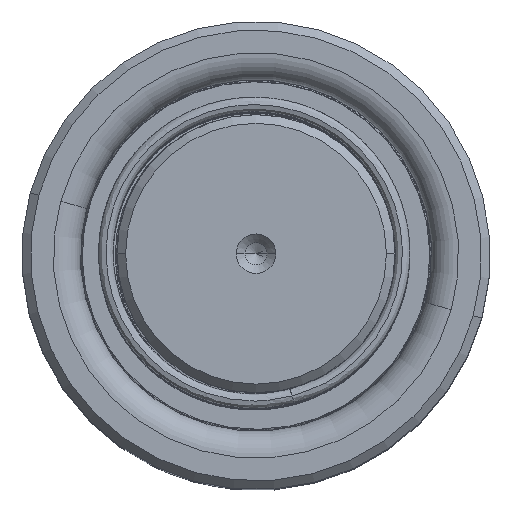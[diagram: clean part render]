
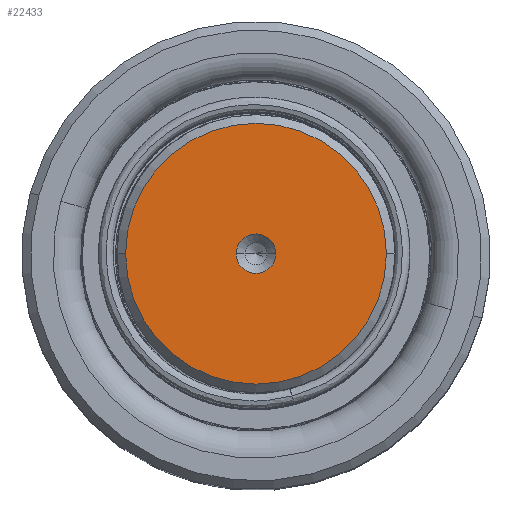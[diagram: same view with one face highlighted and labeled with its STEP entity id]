
A CAD part, top view. The second image highlights one B-rep face of the part: STEP entity #22433.
In plain terms, the highlighted planar face has unit normal (0, 0, 1).
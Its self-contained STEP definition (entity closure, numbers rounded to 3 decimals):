
#80 = DIRECTION ( 'NONE',  ( 0., 0., 1. ) ) ;
#1727 = CARTESIAN_POINT ( 'NONE',  ( 0., 0., 220. ) ) ;
#3199 = FACE_OUTER_BOUND ( 'NONE', #33518, .T. ) ;
#4554 = AXIS2_PLACEMENT_3D ( 'NONE', #1727, #31307, #5664 ) ;
#5664 = DIRECTION ( 'NONE',  ( 1., 0., 0. ) ) ;
#10417 = DIRECTION ( 'NONE',  ( 1., 0., 0. ) ) ;
#13015 = CARTESIAN_POINT ( 'NONE',  ( 0., 0., 220. ) ) ;
#13021 = CARTESIAN_POINT ( 'NONE',  ( -2.7, 0., 220. ) ) ;
#13345 = EDGE_LOOP ( 'NONE', ( #40690, #27195 ) ) ;
#14981 = AXIS2_PLACEMENT_3D ( 'NONE', #53171, #27663, #10417 ) ;
#15636 = EDGE_CURVE ( 'NONE', #53131, #50102, #40954, .T. ) ;
#15946 = FACE_BOUND ( 'NONE', #13345, .T. ) ;
#18818 = DIRECTION ( 'NONE',  ( 0., 0., 1. ) ) ;
#21216 = CARTESIAN_POINT ( 'NONE',  ( 0., 0., 220. ) ) ;
#22021 = EDGE_CURVE ( 'NONE', #29887, #23086, #46110, .T. ) ;
#22433 = ADVANCED_FACE ( 'NONE', ( #15946, #3199 ), #23147, .T. ) ;
#22637 = CIRCLE ( 'NONE', #45780, 17.814 ) ;
#23086 = VERTEX_POINT ( 'NONE', #34110 ) ;
#23147 = PLANE ( 'NONE',  #14981 ) ;
#27195 = ORIENTED_EDGE ( 'NONE', *, *, #22021, .F. ) ;
#27663 = DIRECTION ( 'NONE',  ( 0., 0., 1. ) ) ;
#29887 = VERTEX_POINT ( 'NONE', #13021 ) ;
#30565 = ORIENTED_EDGE ( 'NONE', *, *, #15636, .T. ) ;
#31307 = DIRECTION ( 'NONE',  ( 0., 0., 1. ) ) ;
#32216 = EDGE_CURVE ( 'NONE', #23086, #29887, #44558, .T. ) ;
#33518 = EDGE_LOOP ( 'NONE', ( #49939, #30565 ) ) ;
#34110 = CARTESIAN_POINT ( 'NONE',  ( 2.7, 0., 220. ) ) ;
#34753 = DIRECTION ( 'NONE',  ( 0., 0., 1. ) ) ;
#36170 = CARTESIAN_POINT ( 'NONE',  ( 17.814, 0., 220. ) ) ;
#38855 = DIRECTION ( 'NONE',  ( 1., 0., 0. ) ) ;
#39729 = CARTESIAN_POINT ( 'NONE',  ( -17.814, 0., 220. ) ) ;
#40011 = CARTESIAN_POINT ( 'NONE',  ( 0., 0., 220. ) ) ;
#40690 = ORIENTED_EDGE ( 'NONE', *, *, #32216, .F. ) ;
#40954 = CIRCLE ( 'NONE', #49727, 17.814 ) ;
#44147 = DIRECTION ( 'NONE',  ( 1., 0., 0. ) ) ;
#44558 = CIRCLE ( 'NONE', #55257, 2.7 ) ;
#45780 = AXIS2_PLACEMENT_3D ( 'NONE', #13015, #34753, #51833 ) ;
#46110 = CIRCLE ( 'NONE', #4554, 2.7 ) ;
#48999 = EDGE_CURVE ( 'NONE', #50102, #53131, #22637, .T. ) ;
#49727 = AXIS2_PLACEMENT_3D ( 'NONE', #21216, #80, #38855 ) ;
#49939 = ORIENTED_EDGE ( 'NONE', *, *, #48999, .T. ) ;
#50102 = VERTEX_POINT ( 'NONE', #39729 ) ;
#51833 = DIRECTION ( 'NONE',  ( 1., 0., 0. ) ) ;
#53131 = VERTEX_POINT ( 'NONE', #36170 ) ;
#53171 = CARTESIAN_POINT ( 'NONE',  ( 0., 0., 220. ) ) ;
#55257 = AXIS2_PLACEMENT_3D ( 'NONE', #40011, #18818, #44147 ) ;
